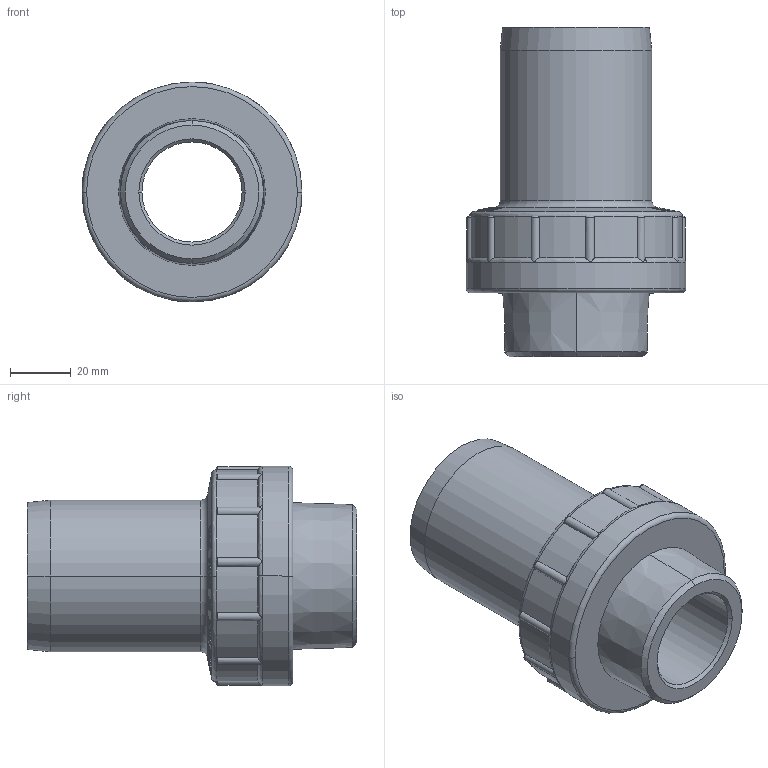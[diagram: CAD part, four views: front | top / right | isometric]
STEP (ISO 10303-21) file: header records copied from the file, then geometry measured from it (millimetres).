
FILE_DESCRIPTION((''),'2;1');
FILE_NAME('C050200005_AF0_57','2017-04-18T',('Stefano'),(''),'PRO/ENGINEER BY PARAMETRIC TECHNOLOGY CORPORATION, 2012130','PRO/ENGINEER BY PARAMETRIC TECHNOLOGY CORPORATION, 2012130','');
FILE_SCHEMA(('CONFIG_CONTROL_DESIGN'));
Length unit declared in the file: millimetre
Products named in the file (1): C050200005_AF0_57
Bounding box: 72.5 x 108.5 x 72.5 mm (x, y, z)
Volume: 134368.7 mm3; surface area: 37338.3 mm2
Topology: 1 solids, 2 shells, 1144 faces, 3262 edges, 2176 vertices
Faces by surface type: plane 1023, cylinder 44, cone 32, bspline 25, torus 20
Entity records: 40151 total; most frequent: CARTESIAN_POINT 12404, ORIENTED_EDGE 6521, DIRECTION 4540, EDGE_CURVE 3262, VERTEX_POINT 2176, VECTOR 1952, LINE 1952, AXIS2_PLACEMENT_3D 1294
